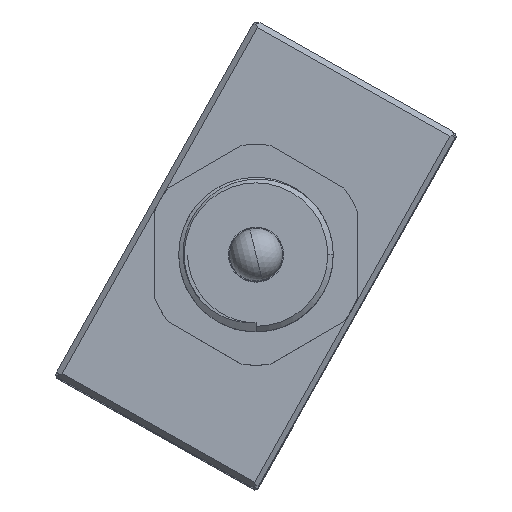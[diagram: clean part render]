
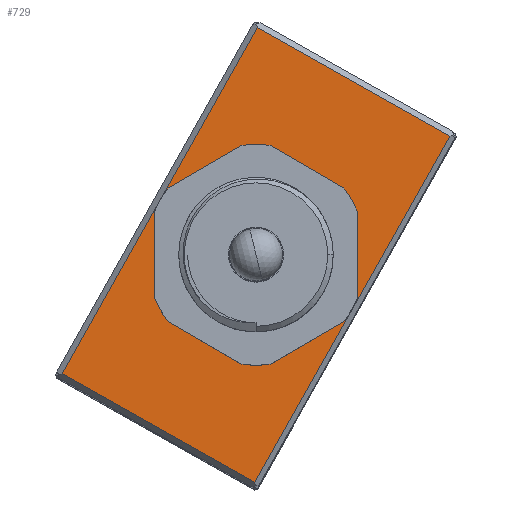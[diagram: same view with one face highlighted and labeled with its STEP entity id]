
A CAD part, top view. The second image highlights one B-rep face of the part: STEP entity #729.
In plain terms, the highlighted face is planar.
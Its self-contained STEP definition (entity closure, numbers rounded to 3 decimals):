
#51 = DIRECTION ( 'NONE',  ( -1., 0., 0. ) ) ;
#203 = ORIENTED_EDGE ( 'NONE', *, *, #5253, .F. ) ;
#681 = DIRECTION ( 'NONE',  ( 0., -1., 0. ) ) ;
#729 = ADVANCED_FACE ( 'NONE', ( #7500, #12858 ), #2020, .T. ) ;
#799 = DIRECTION ( 'NONE',  ( 0., 0., -1. ) ) ;
#886 = VECTOR ( 'NONE', #9388, 1000. ) ;
#1075 = EDGE_CURVE ( 'NONE', #13419, #4113, #1544, .T. ) ;
#1092 = CARTESIAN_POINT ( 'NONE',  ( 21.529, 0., -9.421 ) ) ;
#1114 = ORIENTED_EDGE ( 'NONE', *, *, #6373, .T. ) ;
#1321 = CARTESIAN_POINT ( 'NONE',  ( 3.529, 0., -12.996 ) ) ;
#1544 = LINE ( 'NONE', #7005, #886 ) ;
#1663 = AXIS2_PLACEMENT_3D ( 'NONE', #6515, #8972, #5189 ) ;
#1949 = ORIENTED_EDGE ( 'NONE', *, *, #9385, .T. ) ;
#2016 = VERTEX_POINT ( 'NONE', #1321 ) ;
#2020 = PLANE ( 'NONE',  #10981 ) ;
#2299 = VERTEX_POINT ( 'NONE', #6765 ) ;
#2776 = CARTESIAN_POINT ( 'NONE',  ( -14.971, 0., -9.421 ) ) ;
#2789 = EDGE_CURVE ( 'NONE', #5710, #2016, #14876, .T. ) ;
#3622 = CARTESIAN_POINT ( 'NONE',  ( 3.529, 0., -25.846 ) ) ;
#4113 = VERTEX_POINT ( 'NONE', #5714 ) ;
#4125 = CARTESIAN_POINT ( 'NONE',  ( 21.529, 0., -29.421 ) ) ;
#4449 = ORIENTED_EDGE ( 'NONE', *, *, #2789, .F. ) ;
#4582 = EDGE_CURVE ( 'NONE', #2299, #13419, #9378, .T. ) ;
#4608 = ORIENTED_EDGE ( 'NONE', *, *, #4582, .T. ) ;
#5189 = DIRECTION ( 'NONE',  ( 0., 0., -1. ) ) ;
#5253 = EDGE_CURVE ( 'NONE', #2016, #5710, #5649, .T. ) ;
#5265 = CARTESIAN_POINT ( 'NONE',  ( -14.471, 0., -9.421 ) ) ;
#5306 = AXIS2_PLACEMENT_3D ( 'NONE', #14152, #681, #11688 ) ;
#5649 = CIRCLE ( 'NONE', #1663, 6.425 ) ;
#5710 = VERTEX_POINT ( 'NONE', #3622 ) ;
#5714 = CARTESIAN_POINT ( 'NONE',  ( -14.471, 0., -29.421 ) ) ;
#6373 = EDGE_CURVE ( 'NONE', #4113, #16641, #16159, .T. ) ;
#6515 = CARTESIAN_POINT ( 'NONE',  ( 3.529, 0., -19.421 ) ) ;
#6765 = CARTESIAN_POINT ( 'NONE',  ( 21.529, 0., -9.421 ) ) ;
#7005 = CARTESIAN_POINT ( 'NONE',  ( -14.471, 0., 0. ) ) ;
#7414 = CARTESIAN_POINT ( 'NONE',  ( 0., 0., 0. ) ) ;
#7500 = FACE_BOUND ( 'NONE', #14023, .T. ) ;
#8309 = VECTOR ( 'NONE', #11853, 1000. ) ;
#8544 = EDGE_LOOP ( 'NONE', ( #1114, #1949, #4608, #9545 ) ) ;
#8972 = DIRECTION ( 'NONE',  ( 0., -1., 0. ) ) ;
#9378 = LINE ( 'NONE', #2776, #16353 ) ;
#9385 = EDGE_CURVE ( 'NONE', #16641, #2299, #13159, .T. ) ;
#9388 = DIRECTION ( 'NONE',  ( 0., 0., -1. ) ) ;
#9545 = ORIENTED_EDGE ( 'NONE', *, *, #1075, .T. ) ;
#10852 = DIRECTION ( 'NONE',  ( 1., 0., 0. ) ) ;
#10981 = AXIS2_PLACEMENT_3D ( 'NONE', #7414, #12769, #799 ) ;
#11688 = DIRECTION ( 'NONE',  ( 0., 0., -1. ) ) ;
#11853 = DIRECTION ( 'NONE',  ( 0., 0., 1. ) ) ;
#12769 = DIRECTION ( 'NONE',  ( 0., -1., 0. ) ) ;
#12858 = FACE_OUTER_BOUND ( 'NONE', #8544, .T. ) ;
#13159 = LINE ( 'NONE', #1092, #8309 ) ;
#13419 = VERTEX_POINT ( 'NONE', #5265 ) ;
#14023 = EDGE_LOOP ( 'NONE', ( #4449, #203 ) ) ;
#14152 = CARTESIAN_POINT ( 'NONE',  ( 3.529, 0., -19.421 ) ) ;
#14876 = CIRCLE ( 'NONE', #5306, 6.425 ) ;
#15178 = VECTOR ( 'NONE', #10852, 1000. ) ;
#16159 = LINE ( 'NONE', #16325, #15178 ) ;
#16325 = CARTESIAN_POINT ( 'NONE',  ( 0., 0., -29.421 ) ) ;
#16353 = VECTOR ( 'NONE', #51, 1000. ) ;
#16641 = VERTEX_POINT ( 'NONE', #4125 ) ;
